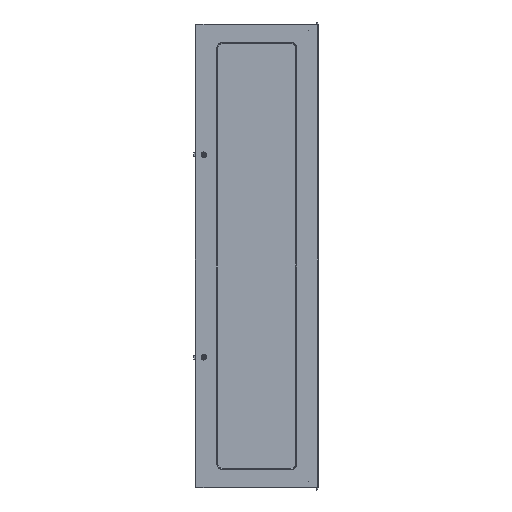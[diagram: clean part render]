
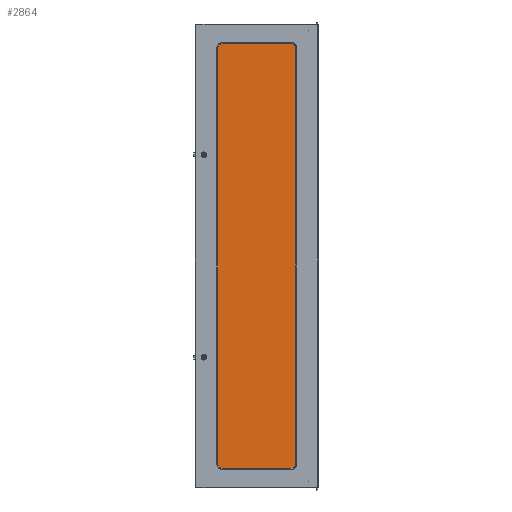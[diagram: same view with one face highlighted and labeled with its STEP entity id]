
A CAD part, top view. The second image highlights one B-rep face of the part: STEP entity #2864.
In plain terms, the highlighted planar face has unit normal (0, 0, 1).
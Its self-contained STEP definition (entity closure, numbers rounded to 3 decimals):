
#77 = VECTOR ( 'NONE', #5063, 1000. ) ;
#144 = EDGE_LOOP ( 'NONE', ( #8302, #3024, #7221, #791 ) ) ;
#181 = LINE ( 'NONE', #7988, #4991 ) ;
#348 = AXIS2_PLACEMENT_3D ( 'NONE', #4534, #836, #4572 ) ;
#440 = EDGE_CURVE ( 'NONE', #2361, #7717, #2423, .T. ) ;
#791 = ORIENTED_EDGE ( 'NONE', *, *, #3676, .T. ) ;
#836 = DIRECTION ( 'NONE',  ( 0., 0., 1. ) ) ;
#2244 = EDGE_CURVE ( 'NONE', #5889, #4985, #8036, .T. ) ;
#2348 = LINE ( 'NONE', #6840, #77 ) ;
#2361 = VERTEX_POINT ( 'NONE', #3218 ) ;
#2423 = LINE ( 'NONE', #4317, #3941 ) ;
#2464 = CARTESIAN_POINT ( 'NONE',  ( -180., 896.5, -1.379 ) ) ;
#2864 = ADVANCED_FACE ( 'NONE', ( #4040 ), #6596, .T. ) ;
#2889 = VECTOR ( 'NONE', #5485, 1000. ) ;
#3024 = ORIENTED_EDGE ( 'NONE', *, *, #3383, .T. ) ;
#3218 = CARTESIAN_POINT ( 'NONE',  ( 180., -896.5, -1.379 ) ) ;
#3383 = EDGE_CURVE ( 'NONE', #4985, #2361, #2348, .T. ) ;
#3676 = EDGE_CURVE ( 'NONE', #7717, #5889, #181, .T. ) ;
#3694 = DIRECTION ( 'NONE',  ( 0., 1., 0. ) ) ;
#3941 = VECTOR ( 'NONE', #3694, 1000. ) ;
#4040 = FACE_OUTER_BOUND ( 'NONE', #144, .T. ) ;
#4317 = CARTESIAN_POINT ( 'NONE',  ( 180., 896.5, -1.379 ) ) ;
#4534 = CARTESIAN_POINT ( 'NONE',  ( -180., -896.5, -1.379 ) ) ;
#4572 = DIRECTION ( 'NONE',  ( 1., 0., 0. ) ) ;
#4985 = VERTEX_POINT ( 'NONE', #7809 ) ;
#4991 = VECTOR ( 'NONE', #6745, 1000. ) ;
#5063 = DIRECTION ( 'NONE',  ( 1., 0., 0. ) ) ;
#5311 = CARTESIAN_POINT ( 'NONE',  ( -180., 896.5, -1.379 ) ) ;
#5485 = DIRECTION ( 'NONE',  ( 0., -1., 0. ) ) ;
#5889 = VERTEX_POINT ( 'NONE', #5311 ) ;
#6041 = CARTESIAN_POINT ( 'NONE',  ( 180., 896.5, -1.379 ) ) ;
#6596 = PLANE ( 'NONE',  #348 ) ;
#6745 = DIRECTION ( 'NONE',  ( -1., 0., 0. ) ) ;
#6840 = CARTESIAN_POINT ( 'NONE',  ( -180., -896.5, -1.379 ) ) ;
#7221 = ORIENTED_EDGE ( 'NONE', *, *, #440, .T. ) ;
#7717 = VERTEX_POINT ( 'NONE', #6041 ) ;
#7809 = CARTESIAN_POINT ( 'NONE',  ( -180., -896.5, -1.379 ) ) ;
#7988 = CARTESIAN_POINT ( 'NONE',  ( -180., 896.5, -1.379 ) ) ;
#8036 = LINE ( 'NONE', #2464, #2889 ) ;
#8302 = ORIENTED_EDGE ( 'NONE', *, *, #2244, .T. ) ;
